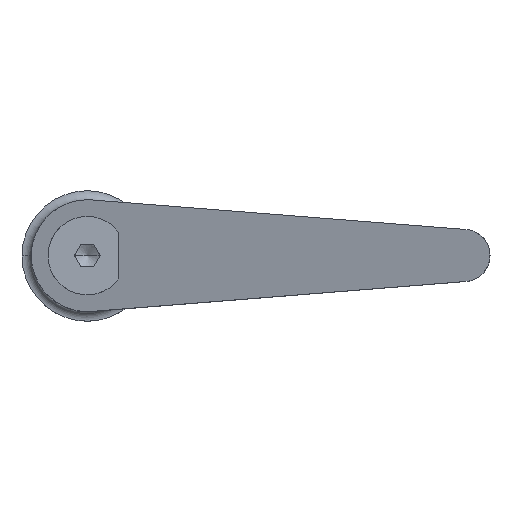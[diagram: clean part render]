
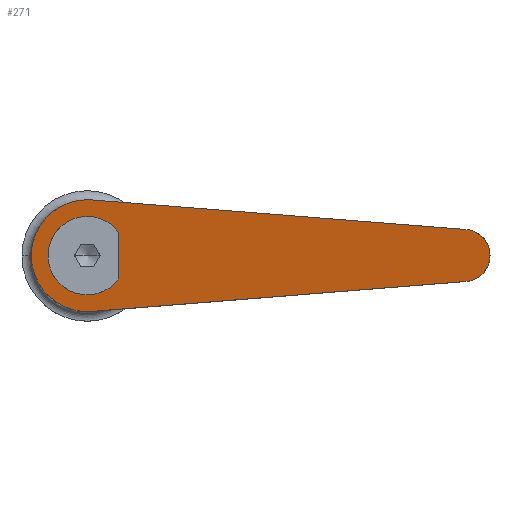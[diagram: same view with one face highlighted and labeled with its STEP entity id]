
A CAD part, top view. The second image highlights one B-rep face of the part: STEP entity #271.
In plain terms, the highlighted planar face has unit normal (-0.256, 0, 0.967).
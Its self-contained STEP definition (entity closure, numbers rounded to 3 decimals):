
#227=EDGE_CURVE('',#517,#621,#646,.T.);
#265=VERTEX_POINT('',#689);
#271=ADVANCED_FACE('',(#695,#696),#697,.F.);
#277=EDGE_CURVE('',#381,#265,#703,.T.);
#335=VERTEX_POINT('',#771);
#349=EDGE_CURVE('',#409,#435,#786,.T.);
#357=EDGE_CURVE('',#493,#517,#795,.T.);
#363=EDGE_CURVE('',#471,#377,#801,.T.);
#367=EDGE_CURVE('',#335,#377,#806,.T.);
#377=VERTEX_POINT('',#816);
#381=VERTEX_POINT('',#820);
#385=EDGE_CURVE('',#451,#265,#824,.T.);
#391=EDGE_CURVE('',#617,#523,#832,.T.);
#403=EDGE_CURVE('',#523,#409,#844,.T.);
#405=EDGE_CURVE('',#533,#335,#846,.T.);
#409=VERTEX_POINT('',#850);
#425=EDGE_CURVE('',#435,#617,#866,.T.);
#429=EDGE_CURVE('',#533,#451,#870,.T.);
#435=VERTEX_POINT('',#877);
#451=VERTEX_POINT('',#895);
#467=EDGE_CURVE('',#493,#471,#914,.T.);
#471=VERTEX_POINT('',#918);
#493=VERTEX_POINT('',#941);
#517=VERTEX_POINT('',#967);
#523=VERTEX_POINT('',#974);
#529=EDGE_CURVE('',#621,#581,#980,.T.);
#533=VERTEX_POINT('',#984);
#565=EDGE_CURVE('',#581,#381,#1021,.T.);
#581=VERTEX_POINT('',#1039);
#617=VERTEX_POINT('',#1078);
#621=VERTEX_POINT('',#1083);
#646=LINE('',#1100,#1101);
#689=CARTESIAN_POINT('',(0.053,15.,54.281));
#695=FACE_OUTER_BOUND('',#1167,.T.);
#696=FACE_BOUND('',#1168,.T.);
#697=PLANE('',#1169);
#703=ELLIPSE('',#1186,15.516,15.0);
#771=CARTESIAN_POINT('',(-15.0,0.,50.3));
#786=LINE('',#1330,#1331);
#795=ELLIPSE('',#1341,15.516,15.0);
#801=LINE('',#1348,#1349);
#806=ELLIPSE('',#1355,15.516,15.0);
#816=CARTESIAN_POINT('',(0.052,-15.,54.281));
#820=CARTESIAN_POINT('',(1.188,14.953,54.582));
#824=LINE('',#1380,#1381);
#832=ELLIPSE('',#1390,10.861,10.5);
#844=ELLIPSE('',#1410,10.861,10.5);
#846=ELLIPSE('',#1413,15.516,15.0);
#850=CARTESIAN_POINT('',(8.441,-6.244,56.5));
#866=ELLIPSE('',#1446,10.861,10.5);
#870=LINE('',#1451,#1452);
#877=CARTESIAN_POINT('',(8.441,6.244,56.5));
#895=CARTESIAN_POINT('',(0.052,15.,54.281));
#914=LINE('',#1512,#1513);
#918=CARTESIAN_POINT('',(0.052,-15.,54.281));
#941=CARTESIAN_POINT('',(0.053,-15.,54.281));
#967=CARTESIAN_POINT('',(1.188,-14.953,54.582));
#974=CARTESIAN_POINT('',(0.,-10.5,54.267));
#980=ELLIPSE('',#1602,7.241,7.0);
#984=CARTESIAN_POINT('',(0.052,15.,54.281));
#1021=LINE('',#1657,#1658);
#1039=CARTESIAN_POINT('',(101.554,6.978,81.127));
#1078=CARTESIAN_POINT('',(0.,10.5,54.267));
#1083=CARTESIAN_POINT('',(101.554,-6.978,81.127));
#1100=CARTESIAN_POINT('',(102.362,-6.914,81.341));
#1101=VECTOR('',#1753,1.0);
#1167=EDGE_LOOP('',(#1817,#1818,#1819,#1820,#1821,#1822,#1823,#1824,#1825,#1826,#1827));
#1168=EDGE_LOOP('',(#1828,#1829,#1830,#1831));
#1169=AXIS2_PLACEMENT_3D('',#1832,#1833,#1834);
#1186=AXIS2_PLACEMENT_3D('',#1835,#1836,#1837);
#1330=CARTESIAN_POINT('',(8.441,0.,56.5));
#1331=VECTOR('',#1942,1.0);
#1341=AXIS2_PLACEMENT_3D('',#1951,#1952,#1953);
#1348=CARTESIAN_POINT('',(0.052,-15.,54.281));
#1349=VECTOR('',#1954,1.0);
#1355=AXIS2_PLACEMENT_3D('',#1964,#1965,#1966);
#1380=CARTESIAN_POINT('',(0.052,15.,54.281));
#1381=VECTOR('',#1975,1.0);
#1390=AXIS2_PLACEMENT_3D('',#1992,#1993,#1994);
#1410=AXIS2_PLACEMENT_3D('',#2001,#2002,#2003);
#1413=AXIS2_PLACEMENT_3D('',#2004,#2005,#2006);
#1446=AXIS2_PLACEMENT_3D('',#2013,#2014,#2015);
#1451=CARTESIAN_POINT('',(0.052,-15.,54.281));
#1452=VECTOR('',#2016,1.0);
#1512=CARTESIAN_POINT('',(101.223,-6.766,81.04));
#1513=VECTOR('',#2072,1.0);
#1602=AXIS2_PLACEMENT_3D('',#2131,#2132,#2133);
#1657=CARTESIAN_POINT('',(55.44,10.642,68.931));
#1658=VECTOR('',#2195,1.0);
#1753=DIRECTION('',(0.964,0.077,0.255));
#1817=ORIENTED_EDGE('',*,*,#385,.F.);
#1818=ORIENTED_EDGE('',*,*,#429,.F.);
#1819=ORIENTED_EDGE('',*,*,#405,.T.);
#1820=ORIENTED_EDGE('',*,*,#367,.T.);
#1821=ORIENTED_EDGE('',*,*,#363,.F.);
#1822=ORIENTED_EDGE('',*,*,#467,.F.);
#1823=ORIENTED_EDGE('',*,*,#357,.T.);
#1824=ORIENTED_EDGE('',*,*,#227,.T.);
#1825=ORIENTED_EDGE('',*,*,#529,.T.);
#1826=ORIENTED_EDGE('',*,*,#565,.T.);
#1827=ORIENTED_EDGE('',*,*,#277,.T.);
#1828=ORIENTED_EDGE('',*,*,#425,.F.);
#1829=ORIENTED_EDGE('',*,*,#349,.F.);
#1830=ORIENTED_EDGE('',*,*,#403,.F.);
#1831=ORIENTED_EDGE('',*,*,#391,.F.);
#1832=CARTESIAN_POINT('',(49.015,0.,67.231));
#1833=DIRECTION('',(0.256,0.,-0.967));
#1834=DIRECTION('',(0.247,0.967,0.065));
#1835=CARTESIAN_POINT('',(0.,0.,54.267));
#1836=DIRECTION('',(-0.256,0.,0.967));
#1837=DIRECTION('',(0.967,0.,0.256));
#1942=DIRECTION('',(0.,1.0,0.0));
#1951=CARTESIAN_POINT('',(0.,0.,54.267));
#1952=DIRECTION('',(-0.256,0.,0.967));
#1953=DIRECTION('',(0.967,0.,0.256));
#1954=DIRECTION('',(0.,1.0,0.));
#1964=CARTESIAN_POINT('',(0.,0.,54.267));
#1965=DIRECTION('',(-0.256,0.,0.967));
#1966=DIRECTION('',(0.967,0.,0.256));
#1975=DIRECTION('',(0.964,-0.078,0.255));
#1992=CARTESIAN_POINT('',(0.,0.,54.267));
#1993=DIRECTION('',(-0.256,0.,0.967));
#1994=DIRECTION('',(-0.967,0.0,-0.256));
#2001=CARTESIAN_POINT('',(0.,0.,54.267));
#2002=DIRECTION('',(-0.256,0.,0.967));
#2003=DIRECTION('',(-0.967,0.0,-0.256));
#2004=CARTESIAN_POINT('',(0.,0.,54.267));
#2005=DIRECTION('',(-0.256,0.,0.967));
#2006=DIRECTION('',(0.967,0.,0.256));
#2013=CARTESIAN_POINT('',(0.,0.,54.267));
#2014=DIRECTION('',(-0.256,0.,0.967));
#2015=DIRECTION('',(-0.967,0.0,-0.256));
#2016=DIRECTION('',(0.,1.0,0.));
#2072=DIRECTION('',(-0.964,-0.078,-0.255));
#2131=CARTESIAN_POINT('',(101.0,0.,80.981));
#2132=DIRECTION('',(-0.256,0.,0.967));
#2133=DIRECTION('',(0.967,0.,0.256));
#2195=DIRECTION('',(-0.964,0.077,-0.255));
